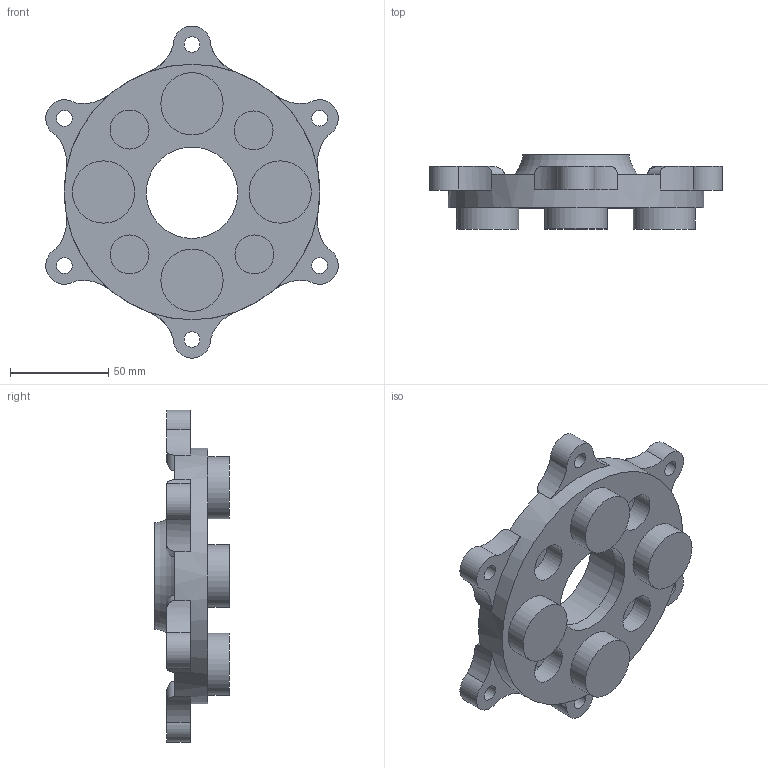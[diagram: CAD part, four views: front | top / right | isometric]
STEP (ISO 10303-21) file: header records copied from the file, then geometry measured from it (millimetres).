
FILE_DESCRIPTION(/* description */ (''),/* implementation_level */ '2;1');
FILE_NAME(/* name */ 'couronne ktm.stp',/* time_stamp */ '2020-11-20T19:15:10+01:00',/* author */ ('liegu'),/* organization */ (''),/* preprocessor_version */ 'ST-DEVELOPER v18',/* originating_system */ 'Autodesk Inventor 2020',/* authorisation */ '');
FILE_SCHEMA (('AUTOMOTIVE_DESIGN { 1 0 10303 214 3 1 1 }'));
Length unit declared in the file: millimetre
Products named in the file (1): couronne ktm
Bounding box: 148.85 x 37.8 x 168.93 mm (x, y, z)
Volume: 217447.9 mm3; surface area: 53519.4 mm2
Topology: 1 solids, 1 shells, 87 faces, 226 edges, 151 vertices
Faces by surface type: cylinder 50, plane 30, torus 7
Full cylindrical faces by diameter (mm): 8 x6, 19.8 x4, 31.7 x4, 46.5 x1, 52 x1, 130 x1
Entity records: 3116 total; most frequent: CARTESIAN_POINT 721, DIRECTION 513, ORIENTED_EDGE 452, EDGE_CURVE 226, AXIS2_PLACEMENT_3D 223, VERTEX_POINT 151, CIRCLE 135, EDGE_LOOP 111
